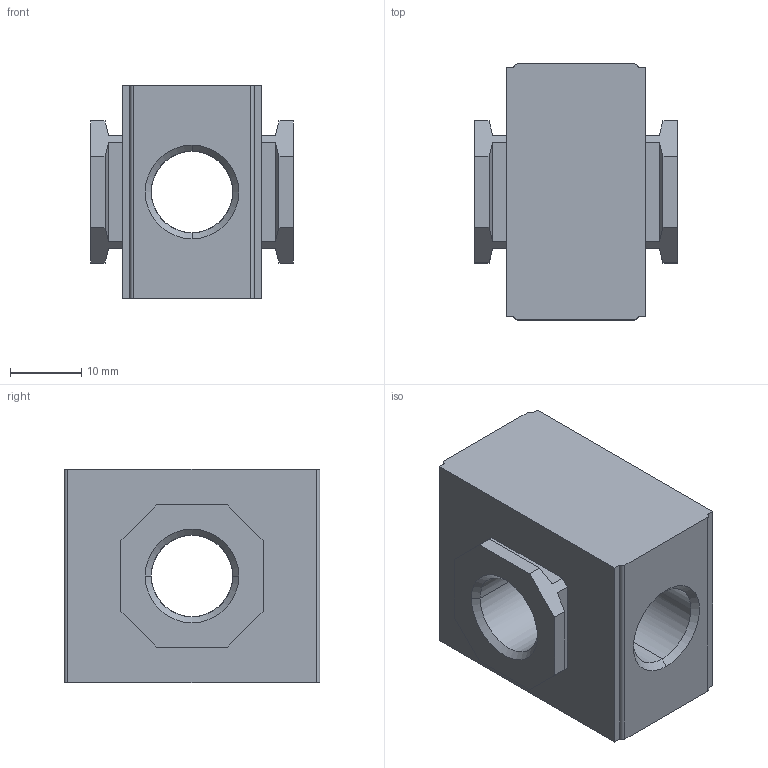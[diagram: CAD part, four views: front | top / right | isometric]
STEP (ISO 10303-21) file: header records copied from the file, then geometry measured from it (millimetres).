
FILE_DESCRIPTION (( 'STEP AP214' ), '1' );
FILE_NAME ('ADB-22.STEP', '2015-02-18T20:55:11', ( '' ), ( '' ), 'SwSTEP 2.0', 'SolidWorks 2014', '' );
FILE_SCHEMA (( 'AUTOMOTIVE_DESIGN' ));
Length unit declared in the file: inch
Products named in the file (1): ADB-22
Bounding box: 28.5 x 36 x 30 mm (x, y, z)
Volume: 18022.9 mm3; surface area: 6945.9 mm2
Topology: 1 solids, 1 shells, 64 faces, 172 edges, 110 vertices
Faces by surface type: plane 44, cylinder 12, cone 8
Entity records: 2020 total; most frequent: CARTESIAN_POINT 371, ORIENTED_EDGE 344, DIRECTION 318, EDGE_CURVE 172, LINE 140, VECTOR 140, VERTEX_POINT 110, AXIS2_PLACEMENT_3D 89
